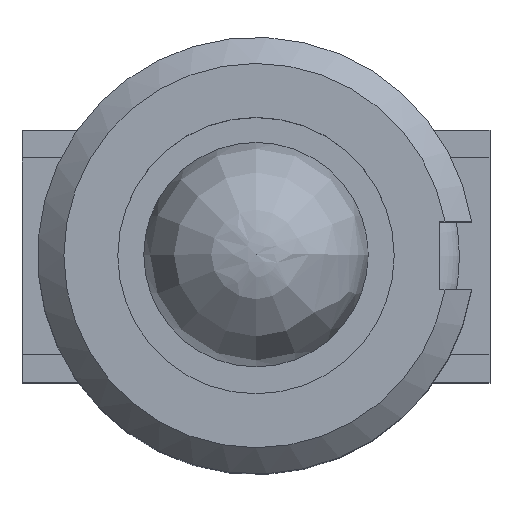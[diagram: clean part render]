
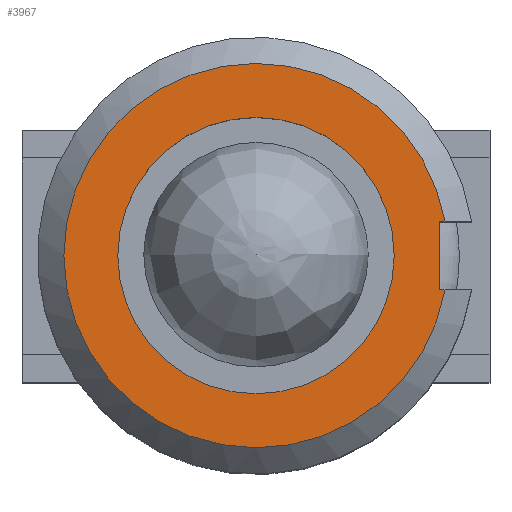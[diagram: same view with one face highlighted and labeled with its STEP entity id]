
A CAD part, top view. The second image highlights one B-rep face of the part: STEP entity #3967.
In plain terms, the highlighted planar face has unit normal (0, 0, 1).
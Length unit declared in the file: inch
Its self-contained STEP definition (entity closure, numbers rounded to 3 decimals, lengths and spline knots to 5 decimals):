
#37=FACE_BOUND('',#577,.T.);
#174=PLANE('',#4279);
#352=FACE_OUTER_BOUND('',#576,.T.);
#576=EDGE_LOOP('',(#3164,#3165,#3166,#3167));
#577=EDGE_LOOP('',(#3168));
#942=LINE('',#6312,#1352);
#943=LINE('',#6314,#1353);
#944=LINE('',#6315,#1354);
#1352=VECTOR('',#5096,0.3937);
#1353=VECTOR('',#5097,0.3937);
#1354=VECTOR('',#5098,0.3937);
#1548=CIRCLE('',#4278,0.20531);
#1549=CIRCLE('',#4280,0.14764);
#1817=VERTEX_POINT('',#6298);
#1820=VERTEX_POINT('',#6305);
#1821=VERTEX_POINT('',#6311);
#1822=VERTEX_POINT('',#6313);
#1823=VERTEX_POINT('',#6316);
#2282=EDGE_CURVE('',#1820,#1817,#1548,.T.);
#2283=EDGE_CURVE('',#1821,#1820,#942,.T.);
#2284=EDGE_CURVE('',#1822,#1821,#943,.T.);
#2285=EDGE_CURVE('',#1817,#1822,#944,.T.);
#2286=EDGE_CURVE('',#1823,#1823,#1549,.T.);
#3164=ORIENTED_EDGE('',*,*,#2282,.F.);
#3165=ORIENTED_EDGE('',*,*,#2283,.F.);
#3166=ORIENTED_EDGE('',*,*,#2284,.F.);
#3167=ORIENTED_EDGE('',*,*,#2285,.F.);
#3168=ORIENTED_EDGE('',*,*,#2286,.T.);
#3967=ADVANCED_FACE('',(#352,#37),#174,.T.);
#4278=AXIS2_PLACEMENT_3D('',#6309,#5092,#5093);
#4279=AXIS2_PLACEMENT_3D('',#6310,#5094,#5095);
#4280=AXIS2_PLACEMENT_3D('',#6317,#5099,#5100);
#5092=DIRECTION('center_axis',(0.,0.,
-1.));
#5093=DIRECTION('ref_axis',(-0.988,-0.156,0.));
#5094=DIRECTION('center_axis',(0.,0.,
1.));
#5095=DIRECTION('ref_axis',(-1.,0.,0.));
#5096=DIRECTION('',(1.,0.,0.));
#5097=DIRECTION('',(0.,-1.,0.));
#5098=DIRECTION('',(-1.,0.,0.));
#5099=DIRECTION('center_axis',(0.,0.,
-1.));
#5100=DIRECTION('ref_axis',(1.,0.,0.));
#6298=CARTESIAN_POINT('',(0.20206,0.03642,0.81811));
#6305=CARTESIAN_POINT('',(0.20206,-0.03642,0.81811));
#6309=CARTESIAN_POINT('Origin',(0.,0.,
0.81811));
#6310=CARTESIAN_POINT('Origin',(0.02815,0.,
0.81811));
#6311=CARTESIAN_POINT('',(0.19576,-0.03642,0.81811));
#6312=CARTESIAN_POINT('',(0.23041,-0.03642,0.81811));
#6313=CARTESIAN_POINT('',(0.19576,0.03642,0.81811));
#6314=CARTESIAN_POINT('',(0.19576,-0.03642,0.81811));
#6315=CARTESIAN_POINT('',(0.19576,0.03642,0.81811));
#6316=CARTESIAN_POINT('',(-0.14764,0.,0.81811));
#6317=CARTESIAN_POINT('Origin',(0.,0.,
0.81811));
